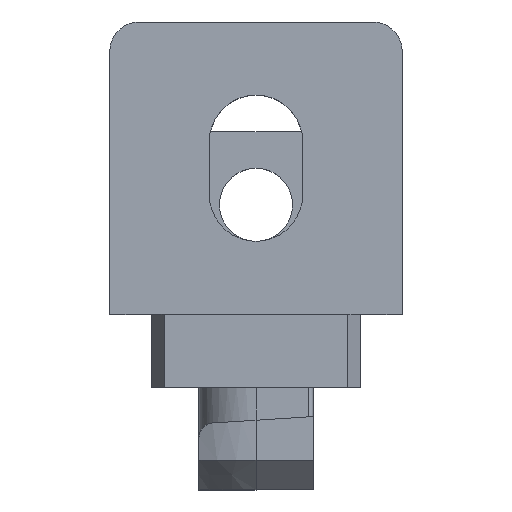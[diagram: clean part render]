
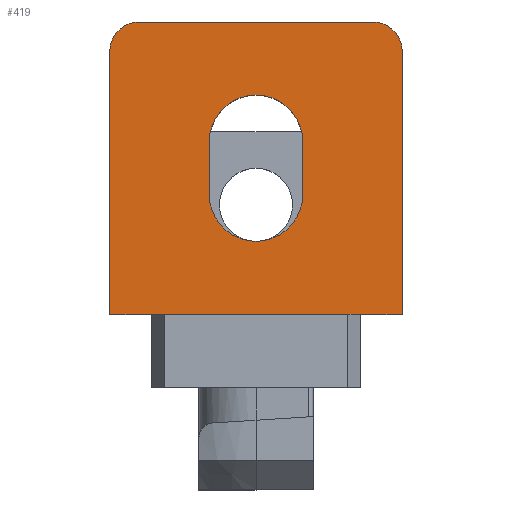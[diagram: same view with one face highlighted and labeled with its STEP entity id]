
A CAD part, top view. The second image highlights one B-rep face of the part: STEP entity #419.
In plain terms, the highlighted planar face has unit normal (0, 0, 1).
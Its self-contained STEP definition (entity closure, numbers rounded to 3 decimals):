
#17 = CARTESIAN_POINT ( 'NONE',  ( -3.2, 13.2, 2.5 ) ) ;
#31 = CARTESIAN_POINT ( 'NONE',  ( -3.2, 16.8, 2.5 ) ) ;
#107 = CARTESIAN_POINT ( 'NONE',  ( -10., 5., 2.5 ) ) ;
#111 = CARTESIAN_POINT ( 'NONE',  ( -8., 23., 2.5 ) ) ;
#124 = VERTEX_POINT ( 'NONE', #854 ) ;
#141 = EDGE_CURVE ( 'NONE', #4542, #580, #3731, .T. ) ;
#160 = CARTESIAN_POINT ( 'NONE',  ( -10., 5., 2.5 ) ) ;
#182 = CIRCLE ( 'NONE', #2251, 2. ) ;
#189 = LINE ( 'NONE', #1702, #2840 ) ;
#246 = EDGE_CURVE ( 'NONE', #3201, #1667, #4147, .T. ) ;
#313 = DIRECTION ( 'NONE',  ( 1., 0., 0. ) ) ;
#376 = VERTEX_POINT ( 'NONE', #814 ) ;
#419 = ADVANCED_FACE ( 'NONE', ( #3403, #2048 ), #3447, .F. ) ;
#532 = EDGE_CURVE ( 'NONE', #3113, #3220, #2453, .T. ) ;
#546 = DIRECTION ( 'NONE',  ( 0., 0., -1. ) ) ;
#547 = CARTESIAN_POINT ( 'NONE',  ( 10., 5., 2.5 ) ) ;
#560 = EDGE_CURVE ( 'NONE', #2861, #376, #182, .T. ) ;
#580 = VERTEX_POINT ( 'NONE', #3809 ) ;
#628 = EDGE_CURVE ( 'NONE', #836, #2861, #189, .T. ) ;
#640 = LINE ( 'NONE', #160, #704 ) ;
#649 = CARTESIAN_POINT ( 'NONE',  ( -10., 23., 2.5 ) ) ;
#691 = AXIS2_PLACEMENT_3D ( 'NONE', #878, #3905, #1314 ) ;
#704 = VECTOR ( 'NONE', #3587, 1000. ) ;
#707 = EDGE_LOOP ( 'NONE', ( #844, #2884, #5163, #3995, #3402 ) ) ;
#814 = CARTESIAN_POINT ( 'NONE',  ( -8., 25., 2.5 ) ) ;
#836 = VERTEX_POINT ( 'NONE', #107 ) ;
#844 = ORIENTED_EDGE ( 'NONE', *, *, #3520, .T. ) ;
#854 = CARTESIAN_POINT ( 'NONE',  ( 10., 5., 2.5 ) ) ;
#878 = CARTESIAN_POINT ( 'NONE',  ( 0., 16.8, 2.5 ) ) ;
#1292 = EDGE_CURVE ( 'NONE', #376, #3113, #2679, .T. ) ;
#1293 = CARTESIAN_POINT ( 'NONE',  ( -10., 5., 2.5 ) ) ;
#1308 = CARTESIAN_POINT ( 'NONE',  ( -6.4, 5., 2.5 ) ) ;
#1314 = DIRECTION ( 'NONE',  ( -1., 0., 0. ) ) ;
#1375 = ORIENTED_EDGE ( 'NONE', *, *, #628, .F. ) ;
#1458 = VERTEX_POINT ( 'NONE', #5418 ) ;
#1667 = VERTEX_POINT ( 'NONE', #5124 ) ;
#1685 = ORIENTED_EDGE ( 'NONE', *, *, #3734, .T. ) ;
#1702 = CARTESIAN_POINT ( 'NONE',  ( -10., 5., 2.5 ) ) ;
#1726 = DIRECTION ( 'NONE',  ( -1., 0., 0. ) ) ;
#1777 = ORIENTED_EDGE ( 'NONE', *, *, #532, .F. ) ;
#1805 = CARTESIAN_POINT ( 'NONE',  ( 8., 23., 2.5 ) ) ;
#1847 = DIRECTION ( 'NONE',  ( 0., 1., 0. ) ) ;
#1857 = EDGE_CURVE ( 'NONE', #836, #3201, #640, .T. ) ;
#1872 = CARTESIAN_POINT ( 'NONE',  ( 3.2, 5., 2.5 ) ) ;
#2029 = CARTESIAN_POINT ( 'NONE',  ( -10., 5., 2.5 ) ) ;
#2048 = FACE_OUTER_BOUND ( 'NONE', #2337, .T. ) ;
#2167 = ORIENTED_EDGE ( 'NONE', *, *, #2979, .T. ) ;
#2247 = DIRECTION ( 'NONE',  ( -1., 0., 0. ) ) ;
#2251 = AXIS2_PLACEMENT_3D ( 'NONE', #111, #3947, #5493 ) ;
#2296 = VECTOR ( 'NONE', #2359, 1000. ) ;
#2319 = DIRECTION ( 'NONE',  ( 0., -1., 0. ) ) ;
#2337 = EDGE_LOOP ( 'NONE', ( #4441, #3353, #1375, #2688, #4094, #2167, #1685, #1777 ) ) ;
#2347 = VECTOR ( 'NONE', #1847, 1000. ) ;
#2359 = DIRECTION ( 'NONE',  ( 1., 0., 0. ) ) ;
#2453 = CIRCLE ( 'NONE', #2770, 2. ) ;
#2509 = CARTESIAN_POINT ( 'NONE',  ( 0., 13.2, 2.5 ) ) ;
#2679 = LINE ( 'NONE', #4059, #2296 ) ;
#2688 = ORIENTED_EDGE ( 'NONE', *, *, #1857, .T. ) ;
#2691 = EDGE_CURVE ( 'NONE', #3563, #4542, #5047, .T. ) ;
#2770 = AXIS2_PLACEMENT_3D ( 'NONE', #1805, #4800, #2247 ) ;
#2840 = VECTOR ( 'NONE', #4272, 1000. ) ;
#2861 = VERTEX_POINT ( 'NONE', #649 ) ;
#2884 = ORIENTED_EDGE ( 'NONE', *, *, #2691, .T. ) ;
#2887 = VECTOR ( 'NONE', #2319, 1000. ) ;
#2933 = DIRECTION ( 'NONE',  ( -1., 0., 0. ) ) ;
#2967 = CARTESIAN_POINT ( 'NONE',  ( 8., 25., 2.5 ) ) ;
#2979 = EDGE_CURVE ( 'NONE', #1667, #124, #3508, .T. ) ;
#3113 = VERTEX_POINT ( 'NONE', #2967 ) ;
#3122 = CARTESIAN_POINT ( 'NONE',  ( 0., 16.8, 2.5 ) ) ;
#3164 = VERTEX_POINT ( 'NONE', #17 ) ;
#3201 = VERTEX_POINT ( 'NONE', #1308 ) ;
#3220 = VERTEX_POINT ( 'NONE', #3920 ) ;
#3353 = ORIENTED_EDGE ( 'NONE', *, *, #560, .F. ) ;
#3372 = LINE ( 'NONE', #547, #2347 ) ;
#3402 = ORIENTED_EDGE ( 'NONE', *, *, #4100, .T. ) ;
#3403 = FACE_BOUND ( 'NONE', #707, .T. ) ;
#3409 = DIRECTION ( 'NONE',  ( 0., 1., 0. ) ) ;
#3447 = PLANE ( 'NONE',  #3638 ) ;
#3508 = LINE ( 'NONE', #4987, #3561 ) ;
#3520 = EDGE_CURVE ( 'NONE', #3164, #3563, #3844, .T. ) ;
#3558 = DIRECTION ( 'NONE',  ( -1., 0., 0. ) ) ;
#3561 = VECTOR ( 'NONE', #313, 1000. ) ;
#3563 = VERTEX_POINT ( 'NONE', #31 ) ;
#3570 = AXIS2_PLACEMENT_3D ( 'NONE', #3122, #546, #3558 ) ;
#3587 = DIRECTION ( 'NONE',  ( 1., 0., 0. ) ) ;
#3638 = AXIS2_PLACEMENT_3D ( 'NONE', #1293, #4306, #1726 ) ;
#3731 = CIRCLE ( 'NONE', #691, 3.2 ) ;
#3734 = EDGE_CURVE ( 'NONE', #124, #3220, #3372, .T. ) ;
#3809 = CARTESIAN_POINT ( 'NONE',  ( 3.2, 16.8, 2.5 ) ) ;
#3844 = LINE ( 'NONE', #3857, #3914 ) ;
#3857 = CARTESIAN_POINT ( 'NONE',  ( -3.2, 5., 2.5 ) ) ;
#3905 = DIRECTION ( 'NONE',  ( 0., 0., -1. ) ) ;
#3914 = VECTOR ( 'NONE', #3409, 1000. ) ;
#3920 = CARTESIAN_POINT ( 'NONE',  ( 10., 23., 2.5 ) ) ;
#3934 = AXIS2_PLACEMENT_3D ( 'NONE', #2509, #5497, #2933 ) ;
#3942 = VECTOR ( 'NONE', #4589, 1000. ) ;
#3947 = DIRECTION ( 'NONE',  ( 0., 0., -1. ) ) ;
#3995 = ORIENTED_EDGE ( 'NONE', *, *, #4325, .T. ) ;
#4059 = CARTESIAN_POINT ( 'NONE',  ( -10., 25., 2.5 ) ) ;
#4094 = ORIENTED_EDGE ( 'NONE', *, *, #246, .T. ) ;
#4100 = EDGE_CURVE ( 'NONE', #1458, #3164, #4157, .T. ) ;
#4147 = LINE ( 'NONE', #2029, #3942 ) ;
#4157 = CIRCLE ( 'NONE', #3934, 3.2 ) ;
#4272 = DIRECTION ( 'NONE',  ( 0., 1., 0. ) ) ;
#4306 = DIRECTION ( 'NONE',  ( 0., 0., -1. ) ) ;
#4325 = EDGE_CURVE ( 'NONE', #580, #1458, #4832, .T. ) ;
#4441 = ORIENTED_EDGE ( 'NONE', *, *, #1292, .F. ) ;
#4542 = VERTEX_POINT ( 'NONE', #5033 ) ;
#4589 = DIRECTION ( 'NONE',  ( 1., 0., 0. ) ) ;
#4800 = DIRECTION ( 'NONE',  ( 0., 0., -1. ) ) ;
#4832 = LINE ( 'NONE', #1872, #2887 ) ;
#4987 = CARTESIAN_POINT ( 'NONE',  ( -10., 5., 2.5 ) ) ;
#5033 = CARTESIAN_POINT ( 'NONE',  ( 0., 20., 2.5 ) ) ;
#5047 = CIRCLE ( 'NONE', #3570, 3.2 ) ;
#5124 = CARTESIAN_POINT ( 'NONE',  ( 6.4, 5., 2.5 ) ) ;
#5163 = ORIENTED_EDGE ( 'NONE', *, *, #141, .T. ) ;
#5418 = CARTESIAN_POINT ( 'NONE',  ( 3.2, 13.2, 2.5 ) ) ;
#5493 = DIRECTION ( 'NONE',  ( -1., 0., 0. ) ) ;
#5497 = DIRECTION ( 'NONE',  ( 0., 0., -1. ) ) ;
